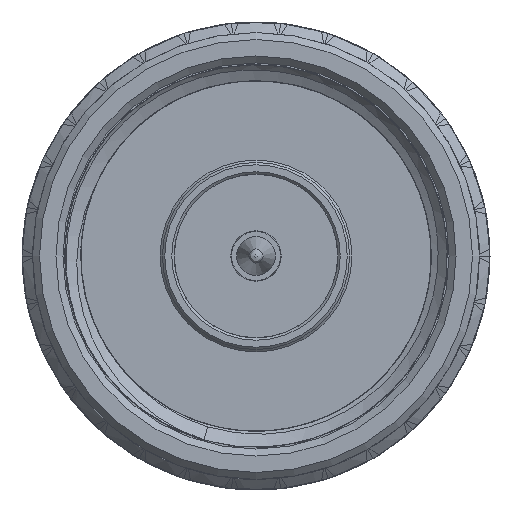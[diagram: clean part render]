
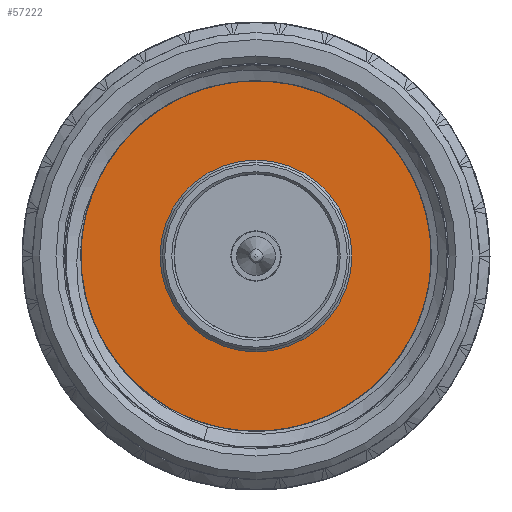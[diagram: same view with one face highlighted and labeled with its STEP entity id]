
A CAD part, front view. The second image highlights one B-rep face of the part: STEP entity #57222.
In plain terms, the highlighted planar face has unit normal (0, -1, 0).
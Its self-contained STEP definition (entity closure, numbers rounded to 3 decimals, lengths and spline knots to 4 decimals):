
#12369=PLANE('',#60980);
#19028=ORIENTED_EDGE('',*,*,#34021,.F.);
#19029=ORIENTED_EDGE('',*,*,#34023,.T.);
#34021=EDGE_CURVE('',#41580,#41580,#44893,.T.);
#34023=EDGE_CURVE('',#41582,#41582,#44895,.T.);
#41580=VERTEX_POINT('',#104787);
#41582=VERTEX_POINT('',#104792);
#44893=CIRCLE('',#60975,4.1);
#44895=CIRCLE('',#60978,8.25);
#46973=EDGE_LOOP('',(#19028));
#46974=EDGE_LOOP('',(#19029));
#51641=FACE_BOUND('',#46973,.T.);
#51642=FACE_BOUND('',#46974,.T.);
#57222=ADVANCED_FACE('',(#51641,#51642),#12369,.T.);
#60975=AXIS2_PLACEMENT_3D('',#104786,#63787,#63788);
#60978=AXIS2_PLACEMENT_3D('',#104791,#63793,#63794);
#60980=AXIS2_PLACEMENT_3D('',#104795,#63797,#63798);
#63787=DIRECTION('',(0.,-1.,0.));
#63788=DIRECTION('',(-1.,0.,0.));
#63793=DIRECTION('',(0.,-1.,0.));
#63794=DIRECTION('',(-1.,0.,0.));
#63797=DIRECTION('',(0.,-1.,0.));
#63798=DIRECTION('',(0.,0.,1.));
#104786=CARTESIAN_POINT('',(0.,-143.535,0.));
#104787=CARTESIAN_POINT('',(-4.1,-143.535,0.));
#104791=CARTESIAN_POINT('',(0.,-143.535,0.));
#104792=CARTESIAN_POINT('',(-8.25,-143.535,0.));
#104795=CARTESIAN_POINT('',(0.,-143.535,0.));
